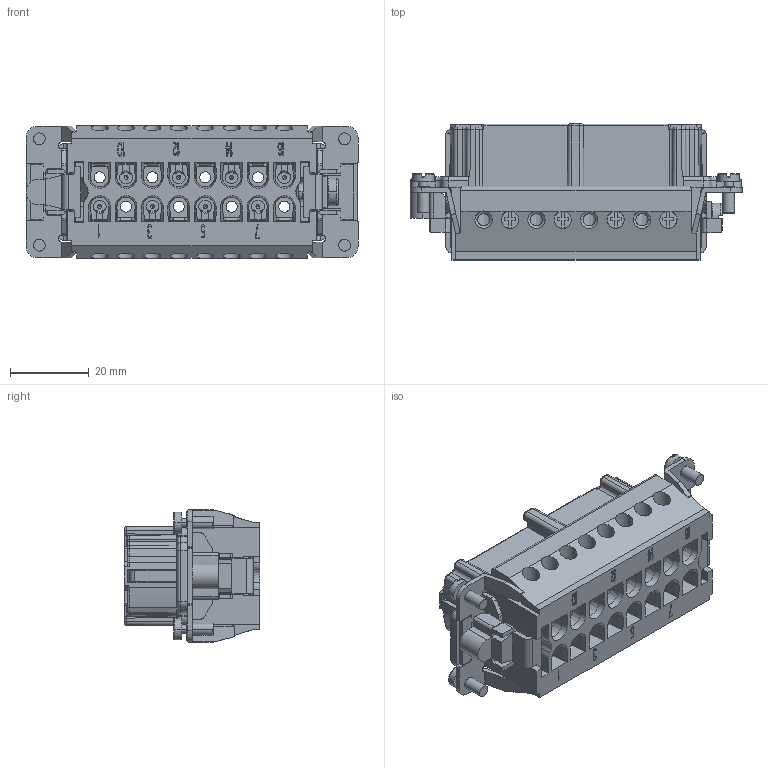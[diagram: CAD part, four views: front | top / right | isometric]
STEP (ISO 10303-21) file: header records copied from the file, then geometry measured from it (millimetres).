
FILE_DESCRIPTION((''),'2;1');
FILE_NAME('HVE-006-F','2017-07-31T',('tl.yang'),(''),'PRO/ENGINEER BY PARAMETRIC TECHNOLOGY CORPORATION, 2011500','PRO/ENGINEER BY PARAMETRIC TECHNOLOGY CORPORATION, 2011500','');
FILE_SCHEMA(('CONFIG_CONTROL_DESIGN'));
Products named in the file (1): HVE-006-F
Bounding box: 84.3 x 34.5 x 33.7 mm (x, y, z)
Volume: 40367.1 mm3; surface area: 31177.7 mm2
Topology: 1 solids, 2 shells, 2650 faces, 7524 edges, 4895 vertices
Faces by surface type: plane 1589, cylinder 649, bspline 242, cone 90, extrusion 48, torus 26, sphere 6
Entity records: 98791 total; most frequent: CARTESIAN_POINT 31731, ORIENTED_EDGE 15016, DIRECTION 12384, EDGE_CURVE 7508, VECTOR 5118, LINE 5070, VERTEX_POINT 4895, AXIS2_PLACEMENT_3D 3633
